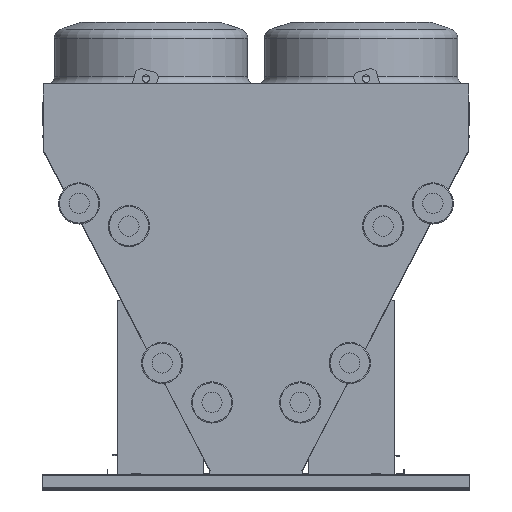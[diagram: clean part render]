
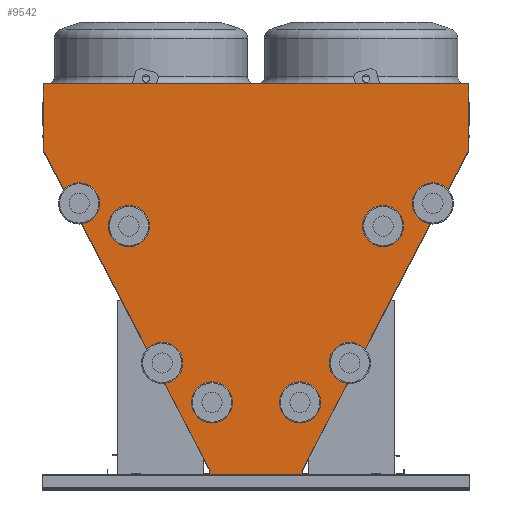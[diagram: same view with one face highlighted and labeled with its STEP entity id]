
A CAD part, top view. The second image highlights one B-rep face of the part: STEP entity #9542.
In plain terms, the highlighted planar face has unit normal (0, 0, 1).
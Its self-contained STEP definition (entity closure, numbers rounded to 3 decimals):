
#34 = DIRECTION ( 'NONE',  ( 0., 1., 0. ) ) ;
#50 = VECTOR ( 'NONE', #34, 1000. ) ;
#94 = LINE ( 'NONE', #352, #6992 ) ;
#145 = CARTESIAN_POINT ( 'NONE',  ( 1136.15, 2083.62, 0. ) ) ;
#309 = VERTEX_POINT ( 'NONE', #1006 ) ;
#352 = CARTESIAN_POINT ( 'NONE',  ( 246.893, 17.358, 0. ) ) ;
#413 = DIRECTION ( 'NONE',  ( 0., 1., 0. ) ) ;
#679 = VERTEX_POINT ( 'NONE', #15883 ) ;
#729 = CARTESIAN_POINT ( 'NONE',  ( 246.893, 17.358, 0. ) ) ;
#751 = EDGE_LOOP ( 'NONE', ( #16033, #12280, #15276, #8501, #5040, #11514, #4647, #4252, #14067, #10707, #10305, #13277, #6443, #3038, #12488, #9116, #2206, #12081 ) ) ;
#864 = DIRECTION ( 'NONE',  ( -0.463, 0.886, 0. ) ) ;
#877 = CARTESIAN_POINT ( 'NONE',  ( -245.403, 20.223, 0. ) ) ;
#894 = DIRECTION ( 'NONE',  ( 0.462, -0.887, 0. ) ) ;
#919 = LINE ( 'NONE', #729, #11271 ) ;
#1006 = CARTESIAN_POINT ( 'NONE',  ( -279.893, 0., 0. ) ) ;
#1837 = FACE_OUTER_BOUND ( 'NONE', #751, .T. ) ;
#1895 = VERTEX_POINT ( 'NONE', #9443 ) ;
#2042 = LINE ( 'NONE', #7411, #11929 ) ;
#2206 = ORIENTED_EDGE ( 'NONE', *, *, #7572, .T. ) ;
#2207 = VERTEX_POINT ( 'NONE', #4988 ) ;
#2251 = VERTEX_POINT ( 'NONE', #4329 ) ;
#2380 = VECTOR ( 'NONE', #16104, 1000. ) ;
#2477 = LINE ( 'NONE', #7731, #10152 ) ;
#2793 = CARTESIAN_POINT ( 'NONE',  ( 246.893, 1.482, 0. ) ) ;
#3038 = ORIENTED_EDGE ( 'NONE', *, *, #9602, .T. ) ;
#3106 = DIRECTION ( 'NONE',  ( 0.462, 0.887, 0. ) ) ;
#3152 = CARTESIAN_POINT ( 'NONE',  ( 245.39, 20.232, 0. ) ) ;
#3475 = VERTEX_POINT ( 'NONE', #2793 ) ;
#3701 = DIRECTION ( 'NONE',  ( -1., 0., 0. ) ) ;
#3806 = CARTESIAN_POINT ( 'NONE',  ( 0., 0., 0. ) ) ;
#3816 = LINE ( 'NONE', #13591, #6787 ) ;
#3922 = DIRECTION ( 'NONE',  ( 0., -1., 0. ) ) ;
#3945 = PLANE ( 'NONE',  #10068 ) ;
#3980 = DIRECTION ( 'NONE',  ( 0., 0., -1. ) ) ;
#4032 = CARTESIAN_POINT ( 'NONE',  ( -1126.246, 1711.83, 0. ) ) ;
#4081 = VECTOR ( 'NONE', #3106, 1000. ) ;
#4160 = CARTESIAN_POINT ( 'NONE',  ( -1136.282, 1727.462, 0. ) ) ;
#4252 = ORIENTED_EDGE ( 'NONE', *, *, #10141, .T. ) ;
#4329 = CARTESIAN_POINT ( 'NONE',  ( -246.893, 17.358, 0. ) ) ;
#4552 = VERTEX_POINT ( 'NONE', #5070 ) ;
#4647 = ORIENTED_EDGE ( 'NONE', *, *, #10245, .T. ) ;
#4988 = CARTESIAN_POINT ( 'NONE',  ( -1136.282, 2083.62, 0. ) ) ;
#5040 = ORIENTED_EDGE ( 'NONE', *, *, #10446, .T. ) ;
#5070 = CARTESIAN_POINT ( 'NONE',  ( 1136.15, 1727.462, 0. ) ) ;
#5455 = DIRECTION ( 'NONE',  ( -0.461, -0.887, 0. ) ) ;
#5557 = LINE ( 'NONE', #14070, #11640 ) ;
#5769 = LINE ( 'NONE', #16366, #2380 ) ;
#5951 = CARTESIAN_POINT ( 'NONE',  ( -246.893, 17.358, 0. ) ) ;
#6168 = VERTEX_POINT ( 'NONE', #15732 ) ;
#6340 = VECTOR ( 'NONE', #7037, 1000. ) ;
#6373 = VECTOR ( 'NONE', #5455, 1000. ) ;
#6443 = ORIENTED_EDGE ( 'NONE', *, *, #9775, .T. ) ;
#6468 = CARTESIAN_POINT ( 'NONE',  ( 279.893, 0., 0. ) ) ;
#6768 = LINE ( 'NONE', #5951, #6373 ) ;
#6787 = VECTOR ( 'NONE', #13273, 1000. ) ;
#6906 = CARTESIAN_POINT ( 'NONE',  ( -1127.739, 1711.053, 0. ) ) ;
#6992 = VECTOR ( 'NONE', #413, 1000. ) ;
#7027 = VERTEX_POINT ( 'NONE', #10540 ) ;
#7037 = DIRECTION ( 'NONE',  ( -1., 0., 0. ) ) ;
#7376 = DIRECTION ( 'NONE',  ( 0.887, -0.462, 0. ) ) ;
#7411 = CARTESIAN_POINT ( 'NONE',  ( 1127.607, 1711.053, 0. ) ) ;
#7501 = LINE ( 'NONE', #3152, #4081 ) ;
#7572 = EDGE_CURVE ( 'NONE', #4552, #10832, #10414, .T. ) ;
#7611 = VERTEX_POINT ( 'NONE', #16099 ) ;
#7639 = DIRECTION ( 'NONE',  ( 0., -1., 0. ) ) ;
#7731 = CARTESIAN_POINT ( 'NONE',  ( 1127.607, 1711.053, 0. ) ) ;
#7766 = DIRECTION ( 'NONE',  ( 0.462, 0.887, 0. ) ) ;
#7784 = EDGE_CURVE ( 'NONE', #10832, #2207, #16491, .T. ) ;
#7823 = LINE ( 'NONE', #10016, #11251 ) ;
#8400 = EDGE_CURVE ( 'NONE', #2207, #6168, #9997, .T. ) ;
#8402 = CARTESIAN_POINT ( 'NONE',  ( -1136.282, 2083.62, 0. ) ) ;
#8448 = CARTESIAN_POINT ( 'NONE',  ( -246.893, 17.358, 0. ) ) ;
#8501 = ORIENTED_EDGE ( 'NONE', *, *, #10705, .T. ) ;
#9116 = ORIENTED_EDGE ( 'NONE', *, *, #9313, .T. ) ;
#9313 = EDGE_CURVE ( 'NONE', #679, #4552, #2477, .T. ) ;
#9340 = EDGE_CURVE ( 'NONE', #7027, #679, #2042, .T. ) ;
#9443 = CARTESIAN_POINT ( 'NONE',  ( -245.403, 20.223, 0. ) ) ;
#9542 = ADVANCED_FACE ( 'NONE', ( #1837 ), #3945, .F. ) ;
#9602 = EDGE_CURVE ( 'NONE', #16403, #7027, #7501, .T. ) ;
#9775 = EDGE_CURVE ( 'NONE', #7611, #16403, #919, .T. ) ;
#9826 = EDGE_CURVE ( 'NONE', #3475, #7611, #94, .T. ) ;
#9849 = LINE ( 'NONE', #14686, #16149 ) ;
#9935 = EDGE_CURVE ( 'NONE', #13546, #3475, #5769, .T. ) ;
#9943 = DIRECTION ( 'NONE',  ( -1., 0., 0. ) ) ;
#9997 = LINE ( 'NONE', #4160, #16291 ) ;
#10016 = CARTESIAN_POINT ( 'NONE',  ( -279.893, 1.482, 0. ) ) ;
#10065 = EDGE_CURVE ( 'NONE', #14590, #13546, #14409, .T. ) ;
#10068 = AXIS2_PLACEMENT_3D ( 'NONE', #3806, #3980, #3701 ) ;
#10141 = EDGE_CURVE ( 'NONE', #10926, #309, #3816, .T. ) ;
#10152 = VECTOR ( 'NONE', #7766, 1000. ) ;
#10236 = VECTOR ( 'NONE', #14878, 1000. ) ;
#10245 = EDGE_CURVE ( 'NONE', #15525, #10926, #7823, .T. ) ;
#10305 = ORIENTED_EDGE ( 'NONE', *, *, #9935, .T. ) ;
#10353 = EDGE_CURVE ( 'NONE', #2251, #15525, #15609, .T. ) ;
#10414 = LINE ( 'NONE', #145, #50 ) ;
#10446 = EDGE_CURVE ( 'NONE', #1895, #2251, #6768, .T. ) ;
#10540 = CARTESIAN_POINT ( 'NONE',  ( 1126.218, 1711.776, 0. ) ) ;
#10705 = EDGE_CURVE ( 'NONE', #15724, #1895, #16169, .T. ) ;
#10707 = ORIENTED_EDGE ( 'NONE', *, *, #10065, .T. ) ;
#10832 = VERTEX_POINT ( 'NONE', #16089 ) ;
#10926 = VERTEX_POINT ( 'NONE', #15499 ) ;
#11007 = EDGE_CURVE ( 'NONE', #11844, #15724, #13610, .T. ) ;
#11039 = EDGE_CURVE ( 'NONE', #309, #14590, #9849, .T. ) ;
#11121 = EDGE_CURVE ( 'NONE', #6168, #11844, #5557, .T. ) ;
#11251 = VECTOR ( 'NONE', #9943, 1000. ) ;
#11271 = VECTOR ( 'NONE', #864, 1000. ) ;
#11514 = ORIENTED_EDGE ( 'NONE', *, *, #10353, .T. ) ;
#11640 = VECTOR ( 'NONE', #14020, 1000. ) ;
#11844 = VERTEX_POINT ( 'NONE', #6906 ) ;
#11929 = VECTOR ( 'NONE', #7376, 1000. ) ;
#12081 = ORIENTED_EDGE ( 'NONE', *, *, #7784, .T. ) ;
#12215 = VECTOR ( 'NONE', #7639, 1000. ) ;
#12280 = ORIENTED_EDGE ( 'NONE', *, *, #11121, .T. ) ;
#12473 = CARTESIAN_POINT ( 'NONE',  ( 279.893, 1.482, 0. ) ) ;
#12488 = ORIENTED_EDGE ( 'NONE', *, *, #9340, .T. ) ;
#12575 = CARTESIAN_POINT ( 'NONE',  ( -246.893, 1.482, 0. ) ) ;
#12599 = CARTESIAN_POINT ( 'NONE',  ( 245.39, 20.232, 0. ) ) ;
#13273 = DIRECTION ( 'NONE',  ( 0., -1., 0. ) ) ;
#13277 = ORIENTED_EDGE ( 'NONE', *, *, #9826, .T. ) ;
#13546 = VERTEX_POINT ( 'NONE', #12473 ) ;
#13591 = CARTESIAN_POINT ( 'NONE',  ( -279.893, 0., 0. ) ) ;
#13610 = LINE ( 'NONE', #14913, #10236 ) ;
#14016 = VECTOR ( 'NONE', #14084, 1000. ) ;
#14020 = DIRECTION ( 'NONE',  ( 0.462, -0.887, 0. ) ) ;
#14067 = ORIENTED_EDGE ( 'NONE', *, *, #11039, .T. ) ;
#14070 = CARTESIAN_POINT ( 'NONE',  ( -1127.739, 1711.053, 0. ) ) ;
#14084 = DIRECTION ( 'NONE',  ( 0., 1., 0. ) ) ;
#14357 = CARTESIAN_POINT ( 'NONE',  ( 279.893, 0., 0. ) ) ;
#14409 = LINE ( 'NONE', #14357, #14016 ) ;
#14590 = VERTEX_POINT ( 'NONE', #6468 ) ;
#14647 = DIRECTION ( 'NONE',  ( 1., 0., 0. ) ) ;
#14686 = CARTESIAN_POINT ( 'NONE',  ( 279.893, 0., 0. ) ) ;
#14878 = DIRECTION ( 'NONE',  ( 0.887, 0.462, 0. ) ) ;
#14913 = CARTESIAN_POINT ( 'NONE',  ( -1127.739, 1711.053, 0. ) ) ;
#15276 = ORIENTED_EDGE ( 'NONE', *, *, #11007, .T. ) ;
#15499 = CARTESIAN_POINT ( 'NONE',  ( -279.893, 1.482, 0. ) ) ;
#15525 = VERTEX_POINT ( 'NONE', #12575 ) ;
#15609 = LINE ( 'NONE', #8448, #12215 ) ;
#15724 = VERTEX_POINT ( 'NONE', #4032 ) ;
#15732 = CARTESIAN_POINT ( 'NONE',  ( -1136.282, 1727.462, 0. ) ) ;
#15810 = VECTOR ( 'NONE', #894, 1000. ) ;
#15883 = CARTESIAN_POINT ( 'NONE',  ( 1127.607, 1711.053, 0. ) ) ;
#16033 = ORIENTED_EDGE ( 'NONE', *, *, #8400, .T. ) ;
#16089 = CARTESIAN_POINT ( 'NONE',  ( 1136.15, 2083.62, 0. ) ) ;
#16099 = CARTESIAN_POINT ( 'NONE',  ( 246.893, 17.358, 0. ) ) ;
#16104 = DIRECTION ( 'NONE',  ( -1., 0., 0. ) ) ;
#16149 = VECTOR ( 'NONE', #14647, 1000. ) ;
#16169 = LINE ( 'NONE', #877, #15810 ) ;
#16291 = VECTOR ( 'NONE', #3922, 1000. ) ;
#16366 = CARTESIAN_POINT ( 'NONE',  ( 279.893, 1.482, 0. ) ) ;
#16403 = VERTEX_POINT ( 'NONE', #12599 ) ;
#16491 = LINE ( 'NONE', #8402, #6340 ) ;
